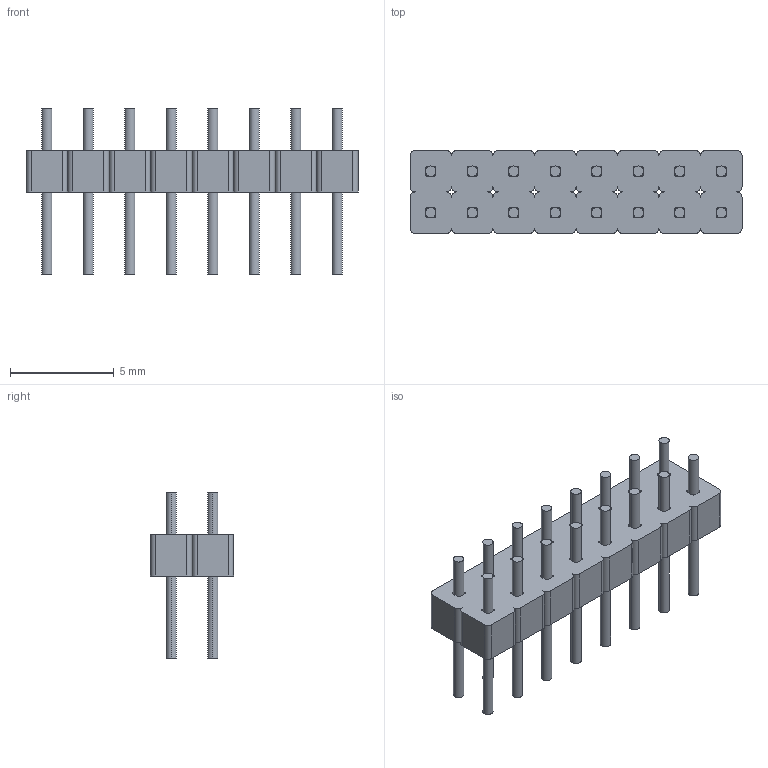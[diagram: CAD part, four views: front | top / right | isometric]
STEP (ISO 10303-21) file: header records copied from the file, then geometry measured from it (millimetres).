
FILE_DESCRIPTION (( 'STEP AP214' ), '1' );
FILE_NAME ('IDC16-2.0-Õë.STEP', '2016-09-06T07:11:53', ( '' ), ( '' ), 'SwSTEP 2.0', 'SolidWorks 2016', '' );
FILE_SCHEMA (( 'AUTOMOTIVE_DESIGN' ));
Length unit declared in the file: millimetre
Products named in the file (1): IDC16-2.0-渀
Bounding box: 16 x 4 x 8 mm (x, y, z)
Volume: 143.7 mm3; surface area: 494.7 mm2
Topology: 17 solids, 17 shells, 278 faces, 732 edges, 488 vertices
Faces by surface type: cylinder 160, plane 118
Entity records: 11318 total; most frequent: DIRECTION 1610, CARTESIAN_POINT 1499, ORIENTED_EDGE 1464, EDGE_CURVE 732, AXIS2_PLACEMENT_3D 599, VERTEX_POINT 488, LINE 412, VECTOR 412
